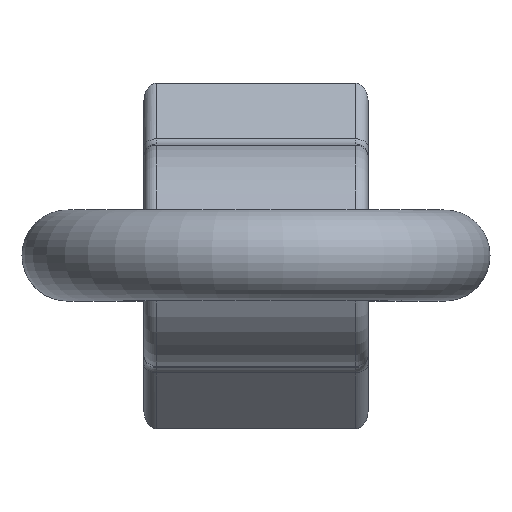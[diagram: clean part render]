
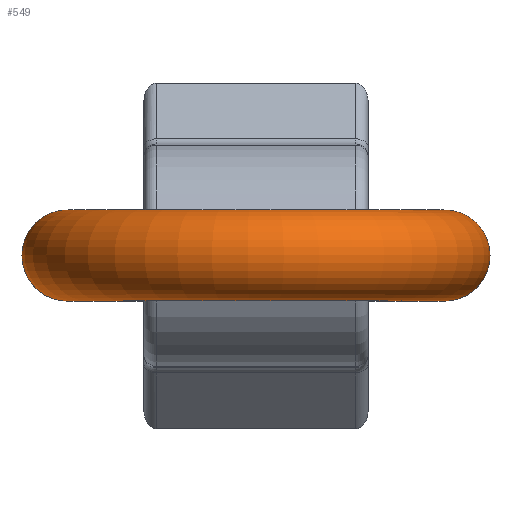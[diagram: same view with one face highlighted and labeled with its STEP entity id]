
A CAD part, top view. The second image highlights one B-rep face of the part: STEP entity #549.
In plain terms, the highlighted toroidal (fillet/blend) face has major radius 151.5 mm and minor radius 36.5 mm.
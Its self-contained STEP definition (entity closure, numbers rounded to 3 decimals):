
#549=ADVANCED_FACE('',(#650,#651),#639,.T.);
#639=TOROIDAL_SURFACE('',#1635,151.5,36.5);
#650=FACE_BOUND('',#668,.T.);
#651=FACE_BOUND('',#669,.T.);
#668=EDGE_LOOP('',(#768));
#669=EDGE_LOOP('',(#769));
#768=ORIENTED_EDGE('',*,*,#1362,.F.);
#769=ORIENTED_EDGE('',*,*,#1363,.T.);
#1216=VERTEX_POINT('',#2135);
#1217=VERTEX_POINT('',#2137);
#1362=EDGE_CURVE('',#1216,#1216,#1586,.T.);
#1363=EDGE_CURVE('',#1217,#1217,#1587,.T.);
#1586=CIRCLE('',#1633,36.5);
#1587=CIRCLE('',#1634,36.5);
#1633=AXIS2_PLACEMENT_3D('',#2134,#1759,#1760);
#1634=AXIS2_PLACEMENT_3D('',#2136,#1761,#1762);
#1635=AXIS2_PLACEMENT_3D('',#2138,#1763,#1764);
#1759=DIRECTION('',(0.,0.,-1.));
#1760=DIRECTION('',(1.,0.,0.));
#1761=DIRECTION('',(0.,0.,1.));
#1762=DIRECTION('',(-1.,0.,0.));
#1763=DIRECTION('',(0.,1.,0.));
#1764=DIRECTION('',(-1.,0.,0.));
#2134=CARTESIAN_POINT('',(-151.5,0.,210.));
#2135=CARTESIAN_POINT('',(-115.,0.,210.));
#2136=CARTESIAN_POINT('',(151.5,0.,210.));
#2137=CARTESIAN_POINT('',(115.,0.,210.));
#2138=CARTESIAN_POINT('',(0.,0.,210.));
